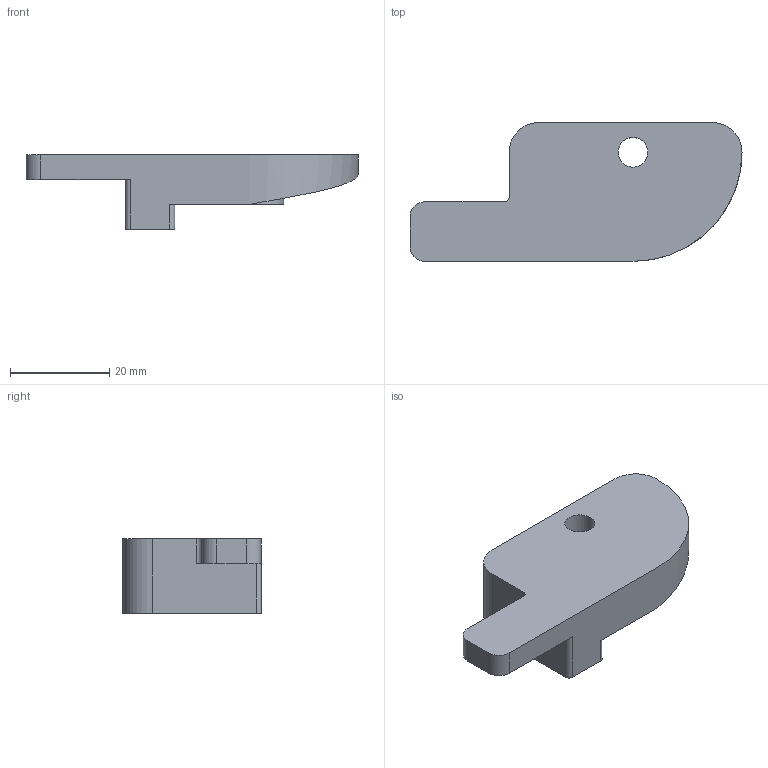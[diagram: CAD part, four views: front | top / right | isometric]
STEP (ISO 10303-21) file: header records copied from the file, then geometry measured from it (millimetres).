
FILE_DESCRIPTION(('FreeCAD Model'),'2;1');
FILE_NAME('QuickFit.step','2015-08-28T16:10:56',('Author'),(''), 'Open CASCADE STEP processor 6.8','FreeCAD','Unknown');
FILE_SCHEMA(('AUTOMOTIVE_DESIGN_CC2 { 1 2 10303 214 -1 1 5 4 }'));
Length unit declared in the file: millimetre
Products named in the file (2): ASSEMBLY; QuickFit
Assembly tree (1 placements, depth 2):
  ASSEMBLY
    QuickFit
Bounding box: 67 x 28 x 15 mm (x, y, z)
Volume: 12453 mm3; surface area: 4826 mm2
Topology: 1 solids, 1 shells, 28 faces, 72 edges, 47 vertices
Faces by surface type: plane 14, cylinder 11, bspline 3
Full cylindrical faces by diameter (mm): 6 x1, 10 x1
Entity records: 2614 total; most frequent: CARTESIAN_POINT 1179, DIRECTION 248, ORIENTED_EDGE 144, PCURVE 144, DEFINITIONAL_REPRESENTATION 144, LINE 140, VECTOR 140, EDGE_CURVE 72
